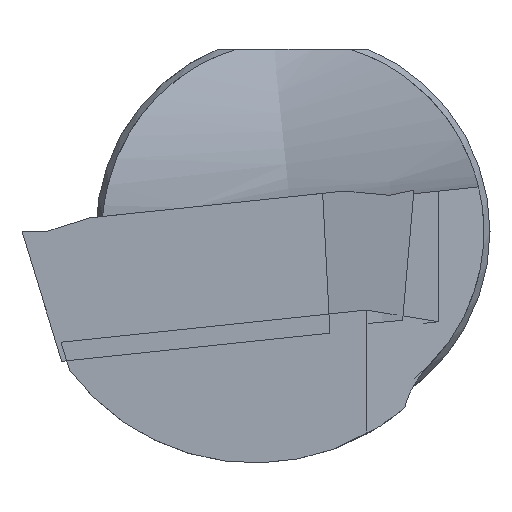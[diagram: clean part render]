
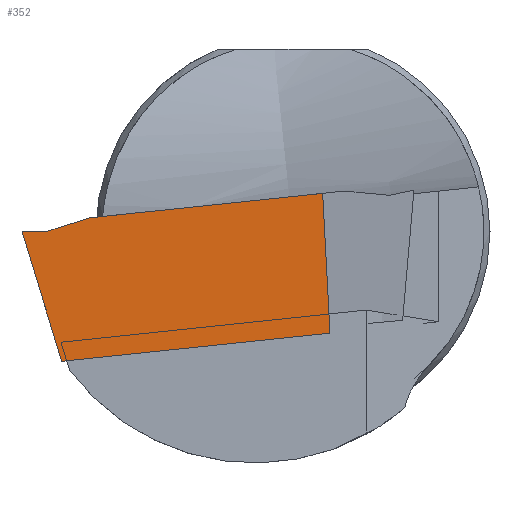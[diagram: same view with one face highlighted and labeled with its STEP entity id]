
A CAD part, left-side view. The second image highlights one B-rep face of the part: STEP entity #352.
In plain terms, the highlighted planar face has unit normal (-1, 0, 0).
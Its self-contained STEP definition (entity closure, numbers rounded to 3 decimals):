
#326=CIRCLE('',#915,0.3);
#352=ADVANCED_FACE('',(#411),#386,.F.);
#386=PLANE('',#920);
#411=FACE_OUTER_BOUND('',#445,.T.);
#445=EDGE_LOOP('',(#507,#508,#509,#510,#511,#512,#513));
#507=ORIENTED_EDGE('',*,*,#731,.T.);
#508=ORIENTED_EDGE('',*,*,#728,.T.);
#509=ORIENTED_EDGE('',*,*,#725,.T.);
#510=ORIENTED_EDGE('',*,*,#722,.T.);
#511=ORIENTED_EDGE('',*,*,#738,.T.);
#512=ORIENTED_EDGE('',*,*,#715,.T.);
#513=ORIENTED_EDGE('',*,*,#739,.T.);
#656=VERTEX_POINT('',#1138);
#657=VERTEX_POINT('',#1140);
#663=VERTEX_POINT('',#1153);
#664=VERTEX_POINT('',#1155);
#666=VERTEX_POINT('',#1161);
#668=VERTEX_POINT('',#1167);
#670=VERTEX_POINT('',#1173);
#715=EDGE_CURVE('',#657,#656,#804,.T.);
#722=EDGE_CURVE('',#664,#663,#811,.T.);
#725=EDGE_CURVE('',#666,#664,#326,.T.);
#728=EDGE_CURVE('',#668,#666,#815,.T.);
#731=EDGE_CURVE('',#670,#668,#818,.T.);
#738=EDGE_CURVE('',#663,#657,#825,.T.);
#739=EDGE_CURVE('',#656,#670,#826,.T.);
#804=LINE('',#1139,#859);
#811=LINE('',#1154,#866);
#815=LINE('',#1166,#870);
#818=LINE('',#1172,#873);
#825=LINE('',#1185,#880);
#826=LINE('',#1187,#881);
#859=VECTOR('',#971,1.);
#866=VECTOR('',#980,1.);
#870=VECTOR('',#992,1.);
#873=VECTOR('',#997,1.);
#880=VECTOR('',#1006,1.);
#881=VECTOR('',#1009,1.);
#915=AXIS2_PLACEMENT_3D('',#1160,#986,#987);
#920=AXIS2_PLACEMENT_3D('',#1188,#1010,#1011);
#971=DIRECTION('',(0.,-0.995,0.105));
#980=DIRECTION('',(0.,1.,0.));
#986=DIRECTION('',(1.,0.,0.));
#987=DIRECTION('',(0.,-0.105,-0.995));
#992=DIRECTION('',(0.,0.954,-0.301));
#997=DIRECTION('',(0.,0.995,-0.105));
#1006=DIRECTION('',(0.,-0.292,-0.956));
#1009=DIRECTION('',(0.,0.052,0.999));
#1010=DIRECTION('',(1.,0.,0.));
#1011=DIRECTION('',(0.,-0.105,-0.995));
#1138=CARTESIAN_POINT('',(0.,-1.503,-4.131));
#1139=CARTESIAN_POINT('',(0.,9.454,-5.283));
#1140=CARTESIAN_POINT('',(0.,9.387,-5.276));
#1153=CARTESIAN_POINT('',(0.,11.,0.));
#1154=CARTESIAN_POINT('',(0.,11.,0.));
#1155=CARTESIAN_POINT('',(0.,10.041,0.));
#1160=CARTESIAN_POINT('',(0.,10.041,0.3));
#1161=CARTESIAN_POINT('',(0.,9.95,0.014));
#1166=CARTESIAN_POINT('',(0.,9.95,0.014));
#1167=CARTESIAN_POINT('',(0.,8.248,0.551));
#1172=CARTESIAN_POINT('',(0.,8.248,0.551));
#1173=CARTESIAN_POINT('',(0.,-1.205,1.544));
#1185=CARTESIAN_POINT('',(0.,11.,0.));
#1187=CARTESIAN_POINT('',(0.,-1.201,1.624));
#1188=CARTESIAN_POINT('',(0.,10.041,0.3));
